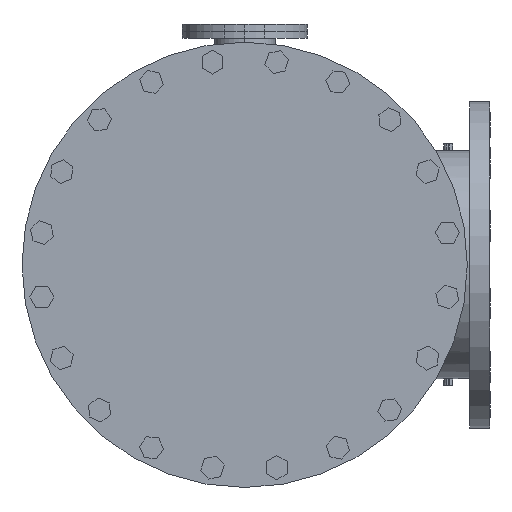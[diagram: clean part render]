
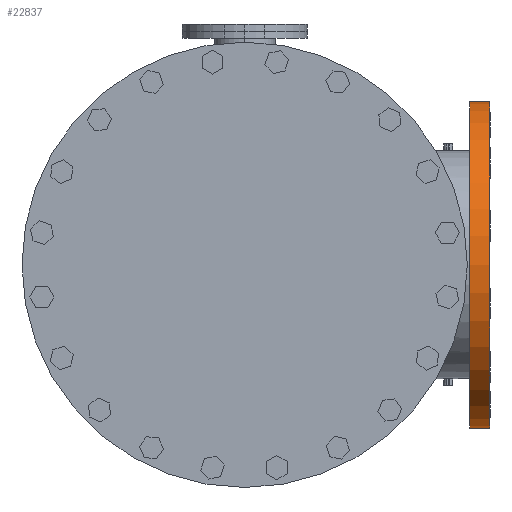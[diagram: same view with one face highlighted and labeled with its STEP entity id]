
A CAD part, left-side view. The second image highlights one B-rep face of the part: STEP entity #22837.
In plain terms, the highlighted cylindrical face has radius 298.45 mm (diameter 596.9 mm), a partial arc.
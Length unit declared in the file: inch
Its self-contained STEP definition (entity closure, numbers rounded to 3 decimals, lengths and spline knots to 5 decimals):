
#194 = DIRECTION ( 'NONE',  ( 0., 0., -1. ) ) ;
#998 = DIRECTION ( 'NONE',  ( 0., -1., 0. ) ) ;
#2112 = VECTOR ( 'NONE', #20316, 39.37008 ) ;
#2289 = DIRECTION ( 'NONE',  ( 0., -1., 0. ) ) ;
#2429 = ORIENTED_EDGE ( 'NONE', *, *, #26235, .F. ) ;
#3787 = CARTESIAN_POINT ( 'NONE',  ( 21.43756, -17.63, 11.75 ) ) ;
#5096 = ORIENTED_EDGE ( 'NONE', *, *, #27636, .F. ) ;
#5174 = ORIENTED_EDGE ( 'NONE', *, *, #20376, .T. ) ;
#5342 = VERTEX_POINT ( 'NONE', #15951 ) ;
#5382 = EDGE_CURVE ( 'NONE', #6826, #5342, #7848, .T. ) ;
#6251 = LINE ( 'NONE', #22262, #25381 ) ;
#6474 = CARTESIAN_POINT ( 'NONE',  ( 21.43756, -17.63, 0. ) ) ;
#6826 = VERTEX_POINT ( 'NONE', #12655 ) ;
#6833 = CARTESIAN_POINT ( 'NONE',  ( 21.43756, -17.63, -11.75 ) ) ;
#7174 = CARTESIAN_POINT ( 'NONE',  ( 21.43756, -17.63, 0. ) ) ;
#7848 = CIRCLE ( 'NONE', #12225, 11.75 ) ;
#12132 = VERTEX_POINT ( 'NONE', #6833 ) ;
#12225 = AXIS2_PLACEMENT_3D ( 'NONE', #23702, #14153, #28807 ) ;
#12655 = CARTESIAN_POINT ( 'NONE',  ( 21.43756, -16.19, 11.75 ) ) ;
#14153 = DIRECTION ( 'NONE',  ( 0., -1., 0. ) ) ;
#15504 = VERTEX_POINT ( 'NONE', #18857 ) ;
#15951 = CARTESIAN_POINT ( 'NONE',  ( 21.43756, -16.19, -11.75 ) ) ;
#16381 = DIRECTION ( 'NONE',  ( 0., -1., 0. ) ) ;
#16631 = ORIENTED_EDGE ( 'NONE', *, *, #5382, .T. ) ;
#17079 = AXIS2_PLACEMENT_3D ( 'NONE', #7174, #2289, #23232 ) ;
#18857 = CARTESIAN_POINT ( 'NONE',  ( 21.43756, -17.63, 11.75 ) ) ;
#19693 = FACE_OUTER_BOUND ( 'NONE', #22308, .T. ) ;
#20316 = DIRECTION ( 'NONE',  ( 0., -1., 0. ) ) ;
#20376 = EDGE_CURVE ( 'NONE', #5342, #12132, #6251, .T. ) ;
#22262 = CARTESIAN_POINT ( 'NONE',  ( 21.43756, -17.63, -11.75 ) ) ;
#22308 = EDGE_LOOP ( 'NONE', ( #5096, #16631, #5174, #2429 ) ) ;
#22837 = ADVANCED_FACE ( 'NONE', ( #19693 ), #24122, .T. ) ;
#23232 = DIRECTION ( 'NONE',  ( 0., 0., -1. ) ) ;
#23702 = CARTESIAN_POINT ( 'NONE',  ( 21.43756, -16.19, 0. ) ) ;
#23817 = LINE ( 'NONE', #3787, #2112 ) ;
#24122 = CYLINDRICAL_SURFACE ( 'NONE', #17079, 11.75 ) ;
#25381 = VECTOR ( 'NONE', #998, 39.37008 ) ;
#26235 = EDGE_CURVE ( 'NONE', #15504, #12132, #28998, .T. ) ;
#27636 = EDGE_CURVE ( 'NONE', #6826, #15504, #23817, .T. ) ;
#28807 = DIRECTION ( 'NONE',  ( 0., 0., -1. ) ) ;
#28998 = CIRCLE ( 'NONE', #29965, 11.75 ) ;
#29965 = AXIS2_PLACEMENT_3D ( 'NONE', #6474, #16381, #194 ) ;
